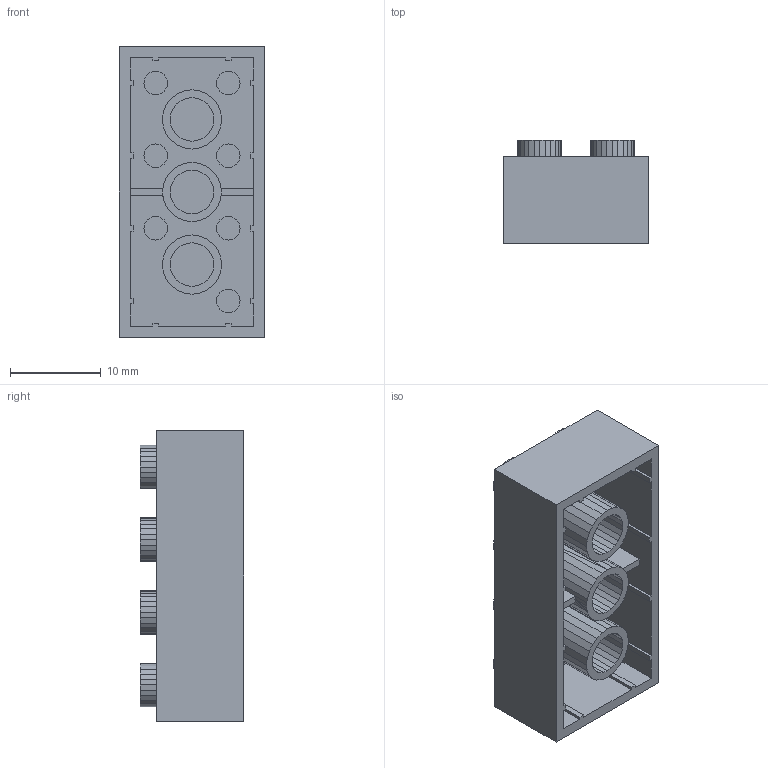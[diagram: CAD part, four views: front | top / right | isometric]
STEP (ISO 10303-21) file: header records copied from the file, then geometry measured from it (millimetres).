
FILE_DESCRIPTION(/* description */ (''),/* implementation_level */ '2;1');
FILE_NAME(/* name */ 'Lego v3.step',/* time_stamp */ '2020-09-25T16:38:48+01:00',/* author */ (''),/* organization */ (''),/* preprocessor_version */ 'ST-DEVELOPER v18.1',/* originating_system */ 'Autodesk Translation Framework v9.3.0.1241',/* authorisation */ '');
FILE_SCHEMA (('AUTOMOTIVE_DESIGN { 1 0 10303 214 3 1 1 }'));
Length unit declared in the file: millimetre
Products named in the file (1): Lego
Bounding box: 16 x 11.4 x 32 mm (x, y, z)
Volume: 2122.7 mm3; surface area: 4015.2 mm2
Topology: 1 solids, 1 shells, 742 faces, 1859 edges, 1140 vertices
Faces by surface type: plane 742
Entity records: 21312 total; most frequent: CARTESIAN_POINT 3742, ORIENTED_EDGE 3718, DIRECTION 3345, LINE 1859, VECTOR 1859, EDGE_CURVE 1859, VERTEX_POINT 1140, EDGE_LOOP 763
